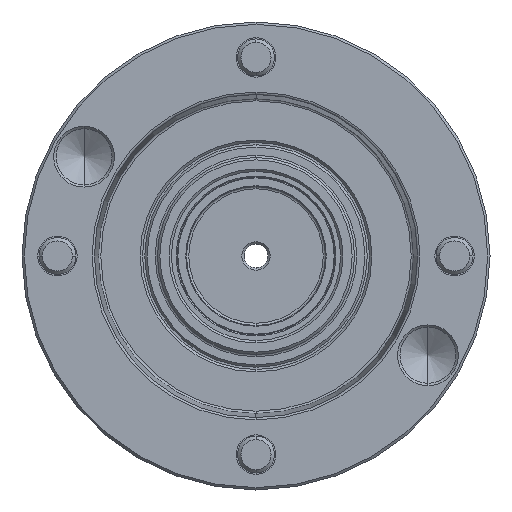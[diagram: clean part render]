
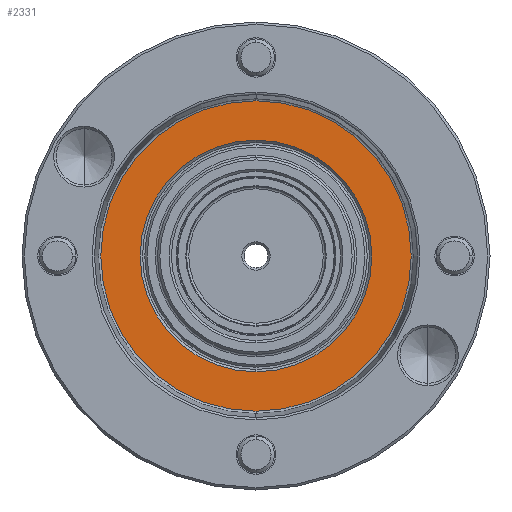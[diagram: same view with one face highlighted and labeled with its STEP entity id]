
A CAD part, left-side view. The second image highlights one B-rep face of the part: STEP entity #2331.
In plain terms, the highlighted planar face has unit normal (-1, 0, 0).
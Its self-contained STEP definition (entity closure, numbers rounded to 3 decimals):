
#230 = ORIENTED_EDGE ( 'NONE', *, *, #7936, .T. ) ;
#706 = EDGE_LOOP ( 'NONE', ( #1093, #9220 ) ) ;
#1032 = EDGE_CURVE ( 'NONE', #5809, #9809, #7961, .T. ) ;
#1093 = ORIENTED_EDGE ( 'NONE', *, *, #1032, .T. ) ;
#1163 = VERTEX_POINT ( 'NONE', #3762 ) ;
#1251 = CIRCLE ( 'NONE', #1530, 50. ) ;
#1354 = CARTESIAN_POINT ( 'NONE',  ( 20., 0., 0. ) ) ;
#1362 = PLANE ( 'NONE',  #9624 ) ;
#1520 = CARTESIAN_POINT ( 'NONE',  ( 20., 0., 0. ) ) ;
#1530 = AXIS2_PLACEMENT_3D ( 'NONE', #1520, #7276, #2334 ) ;
#1714 = VERTEX_POINT ( 'NONE', #7213 ) ;
#1781 = AXIS2_PLACEMENT_3D ( 'NONE', #9001, #3262, #8202 ) ;
#2170 = DIRECTION ( 'NONE',  ( 0., 0., -1. ) ) ;
#2331 = ADVANCED_FACE ( 'NONE', ( #7012, #10588 ), #1362, .F. ) ;
#2334 = DIRECTION ( 'NONE',  ( 0., 0., -1. ) ) ;
#3241 = AXIS2_PLACEMENT_3D ( 'NONE', #1354, #7102, #2170 ) ;
#3262 = DIRECTION ( 'NONE',  ( -1., 0., 0. ) ) ;
#3694 = CIRCLE ( 'NONE', #5289, 67. ) ;
#3762 = CARTESIAN_POINT ( 'NONE',  ( 20., 0., -50. ) ) ;
#3827 = DIRECTION ( 'NONE',  ( 1., 0., 0. ) ) ;
#4187 = DIRECTION ( 'NONE',  ( -1., 0., 0. ) ) ;
#4244 = ORIENTED_EDGE ( 'NONE', *, *, #7273, .T. ) ;
#5129 = EDGE_LOOP ( 'NONE', ( #230, #4244 ) ) ;
#5289 = AXIS2_PLACEMENT_3D ( 'NONE', #9098, #4187, #9930 ) ;
#5809 = VERTEX_POINT ( 'NONE', #6040 ) ;
#6040 = CARTESIAN_POINT ( 'NONE',  ( 20., 0., -67. ) ) ;
#6238 = CARTESIAN_POINT ( 'NONE',  ( 20., 68., 0. ) ) ;
#6373 = CARTESIAN_POINT ( 'NONE',  ( 20., 0., 67. ) ) ;
#6858 = EDGE_CURVE ( 'NONE', #9809, #5809, #3694, .T. ) ;
#7012 = FACE_BOUND ( 'NONE', #5129, .T. ) ;
#7102 = DIRECTION ( 'NONE',  ( 1., 0., 0. ) ) ;
#7213 = CARTESIAN_POINT ( 'NONE',  ( 20., 0., 50. ) ) ;
#7273 = EDGE_CURVE ( 'NONE', #1163, #1714, #8833, .T. ) ;
#7276 = DIRECTION ( 'NONE',  ( 1., 0., 0. ) ) ;
#7936 = EDGE_CURVE ( 'NONE', #1714, #1163, #1251, .T. ) ;
#7961 = CIRCLE ( 'NONE', #1781, 67. ) ;
#8202 = DIRECTION ( 'NONE',  ( 0., 0., -1. ) ) ;
#8833 = CIRCLE ( 'NONE', #3241, 50. ) ;
#9001 = CARTESIAN_POINT ( 'NONE',  ( 20., 0., 0. ) ) ;
#9098 = CARTESIAN_POINT ( 'NONE',  ( 20., 0., 0. ) ) ;
#9220 = ORIENTED_EDGE ( 'NONE', *, *, #6858, .T. ) ;
#9582 = DIRECTION ( 'NONE',  ( 0., 0., -1. ) ) ;
#9624 = AXIS2_PLACEMENT_3D ( 'NONE', #6238, #3827, #9582 ) ;
#9809 = VERTEX_POINT ( 'NONE', #6373 ) ;
#9930 = DIRECTION ( 'NONE',  ( 0., 0., -1. ) ) ;
#10588 = FACE_OUTER_BOUND ( 'NONE', #706, .T. ) ;
